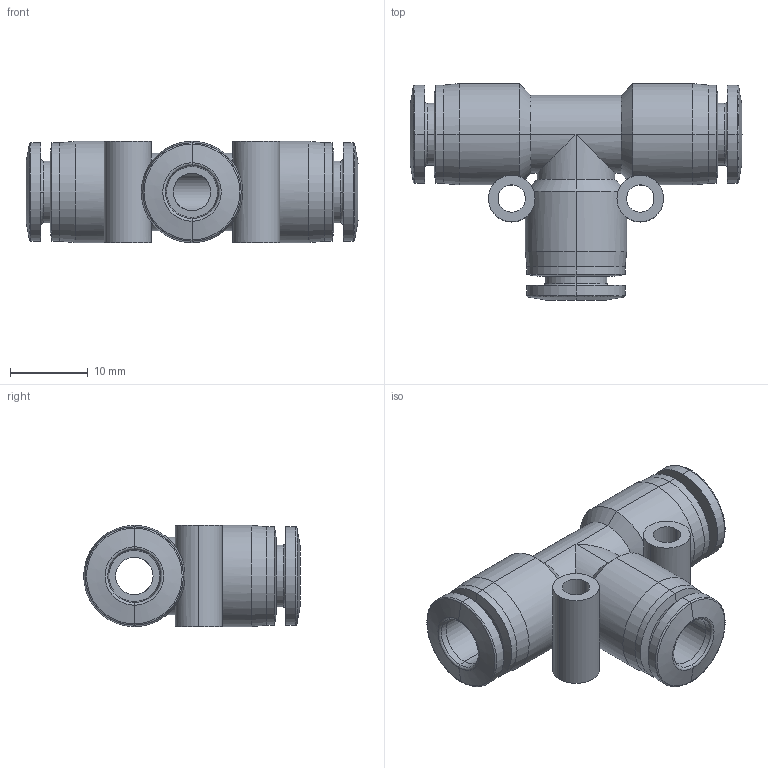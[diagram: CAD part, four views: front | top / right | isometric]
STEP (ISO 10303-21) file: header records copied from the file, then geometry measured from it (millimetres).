
FILE_DESCRIPTION (( 'STEP AP214' ), '1' );
FILE_NAME ('UT14.step', '2016-02-24T20:49:47', ( '' ), ( '' ), 'SwSTEP 2.0', 'SolidWorks 2015', '' );
FILE_SCHEMA (( 'AUTOMOTIVE_DESIGN' ));
Length unit declared in the file: inch
Products named in the file (1): UT14
Bounding box: 42.6 x 27.8 x 13 mm (x, y, z)
Volume: 5107.5 mm3; surface area: 4700.7 mm2
Topology: 1 solids, 1 shells, 109 faces, 246 edges, 142 vertices
Faces by surface type: cylinder 48, cone 30, plane 13, bspline 12, torus 6
Entity records: 4863 total; most frequent: CARTESIAN_POINT 932, DIRECTION 570, ORIENTED_EDGE 492, EDGE_CURVE 246, AXIS2_PLACEMENT_3D 244, CIRCLE 146, VERTEX_POINT 142, EDGE_LOOP 124
